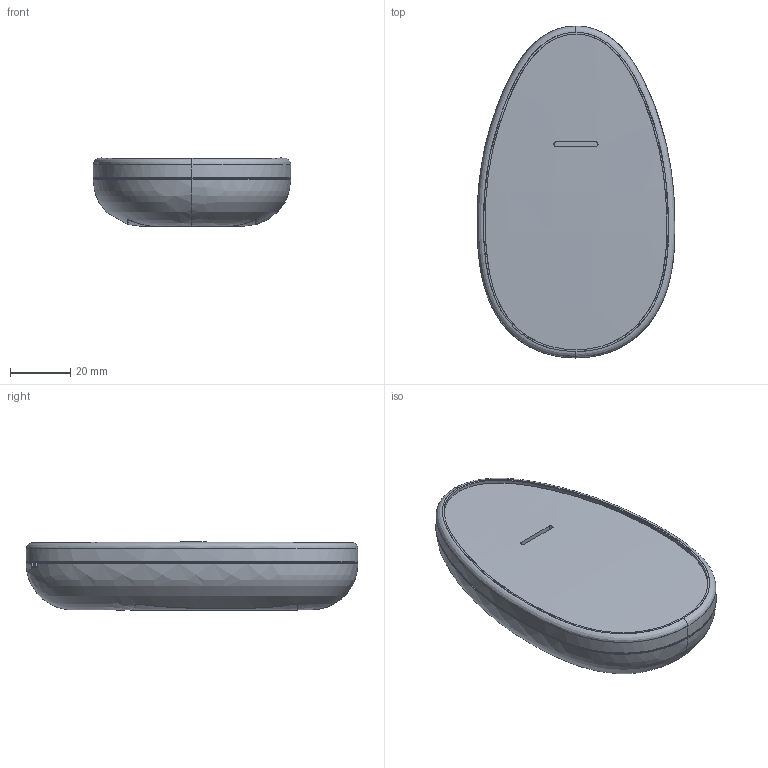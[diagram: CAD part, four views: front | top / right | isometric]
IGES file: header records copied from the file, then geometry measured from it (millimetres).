
Start section: SolidWorks IGES file using analytic representation for surfaces
Global section: file name: 130BK.IGS; native system: SolidWorks 2009; preprocessor: SolidWorks 2009; author: tom; date: 140112.115434; units: millimetre
Bounding box: 65.6 x 110 x 22.54 mm (x, y, z)
Surface area: 58993.4 mm2 (no closed solid volume)
Topology: 0 solids, 0 shells, 1029 faces, 14659 edges, 14659 vertices
Faces by surface type: bspline 720, revolution 309
